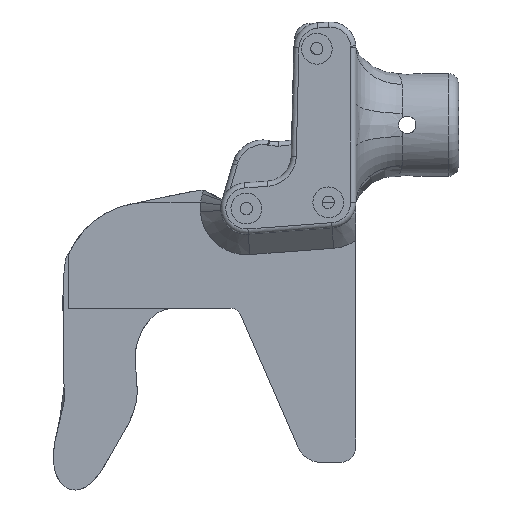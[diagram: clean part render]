
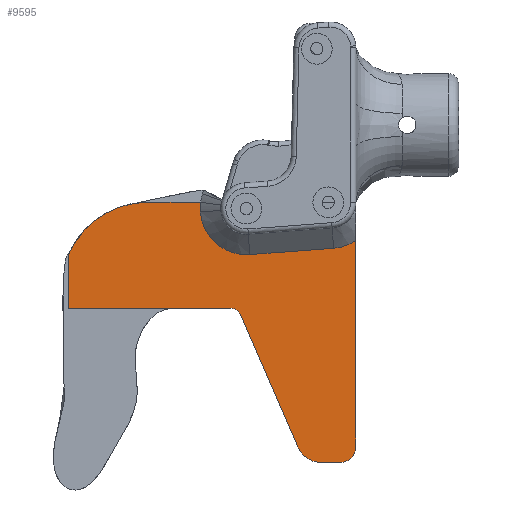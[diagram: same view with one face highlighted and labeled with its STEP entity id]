
A CAD part, left-side view. The second image highlights one B-rep face of the part: STEP entity #9595.
In plain terms, the highlighted planar face has unit normal (-1, 0, 0).
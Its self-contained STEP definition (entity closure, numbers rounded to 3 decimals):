
#1452=CARTESIAN_POINT('',(-11.108,523.795,285.929));
#1453=VERTEX_POINT('',#1452);
#1461=CARTESIAN_POINT('',(-11.108,508.157,296.263));
#1462=VERTEX_POINT('',#1461);
#1463=CARTESIAN_POINT('',(-11.108,508.157,279.263));
#1464=DIRECTION('',(-1.,0.,0.));
#1465=DIRECTION('',(0.,0.,1.));
#1466=AXIS2_PLACEMENT_3D('',#1463,#1464,#1465);
#1467=CIRCLE('',#1466,17.);
#1468=EDGE_CURVE('',#1462,#1453,#1467,.T.);
#1989=CARTESIAN_POINT('',(-11.108,467.795,288.78));
#1990=VERTEX_POINT('',#1989);
#2025=CARTESIAN_POINT('',(-11.108,472.122,287.288));
#2026=VERTEX_POINT('',#2025);
#2034=CARTESIAN_POINT('',(-11.108,472.795,296.263));
#2035=DIRECTION('',(1.,0.,0.));
#2036=DIRECTION('',(0.,0.,-1.));
#2037=AXIS2_PLACEMENT_3D('',#2034,#2035,#2036);
#2038=CIRCLE('',#2037,9.);
#2039=EDGE_CURVE('',#1990,#2026,#2038,.T.);
#3692=CARTESIAN_POINT('',(-11.108,467.795,248.596));
#3693=VERTEX_POINT('',#3692);
#3694=CARTESIAN_POINT('',(-11.108,467.795,288.78));
#3695=DIRECTION('',(0.,0.,-1.));
#3696=VECTOR('',#3695,40.184);
#3697=LINE('',#3694,#3696);
#3698=EDGE_CURVE('',#1990,#3693,#3697,.T.);
#9063=CARTESIAN_POINT('',(-11.108,470.795,245.596));
#9064=VERTEX_POINT('',#9063);
#9065=CARTESIAN_POINT('',(-11.108,470.795,248.596));
#9066=DIRECTION('',(-1.,-0.,-0.));
#9067=DIRECTION('',(0.,0.,-1.));
#9068=AXIS2_PLACEMENT_3D('',#9065,#9066,#9067);
#9069=CIRCLE('',#9068,3.);
#9070=EDGE_CURVE('',#9064,#3693,#9069,.T.);
#9088=CARTESIAN_POINT('',(-11.108,479.101,248.607));
#9089=VERTEX_POINT('',#9088);
#9090=CARTESIAN_POINT('',(-11.108,474.513,245.596));
#9091=VERTEX_POINT('',#9090);
#9092=CARTESIAN_POINT('',(-11.108,474.513,250.596));
#9093=DIRECTION('',(-1.,-0.,-0.));
#9094=DIRECTION('',(0.,0.,-1.));
#9095=AXIS2_PLACEMENT_3D('',#9092,#9093,#9094);
#9096=CIRCLE('',#9095,5.);
#9097=EDGE_CURVE('',#9089,#9091,#9096,.T.);
#9153=CARTESIAN_POINT('',(-11.108,490.273,274.391));
#9154=VERTEX_POINT('',#9153);
#9161=CARTESIAN_POINT('',(-11.108,492.108,275.596));
#9162=VERTEX_POINT('',#9161);
#9163=CARTESIAN_POINT('',(-11.108,492.108,273.596));
#9164=DIRECTION('',(1.,0.,0.));
#9165=DIRECTION('',(0.,0.,-1.));
#9166=AXIS2_PLACEMENT_3D('',#9163,#9164,#9165);
#9167=CIRCLE('',#9166,2.);
#9168=EDGE_CURVE('',#9162,#9154,#9167,.T.);
#9209=CARTESIAN_POINT('',(-11.108,523.795,275.596));
#9210=VERTEX_POINT('',#9209);
#9211=CARTESIAN_POINT('',(-11.107,523.795,275.596));
#9212=CARTESIAN_POINT('',(-11.107,523.795,285.929));
#9213=B_SPLINE_CURVE_WITH_KNOTS('',1,(#9211,#9212),.UNSPECIFIED.,.F.,.F.,(2,2),(0.,1.),.UNSPECIFIED.);
#9214=EDGE_CURVE('',#9210,#1453,#9213,.T.);
#9403=CARTESIAN_POINT('',(-11.108,505.6,275.596));
#9404=VERTEX_POINT('',#9403);
#9411=CARTESIAN_POINT('',(-11.107,523.795,275.596));
#9412=CARTESIAN_POINT('',(-11.107,505.6,275.596));
#9413=B_SPLINE_CURVE_WITH_KNOTS('',1,(#9411,#9412),.UNSPECIFIED.,.F.,.F.,(2,2),(0.,1.),.UNSPECIFIED.);
#9414=EDGE_CURVE('',#9210,#9404,#9413,.T.);
#9470=CARTESIAN_POINT('',(-11.108,490.273,274.391));
#9471=DIRECTION('',(0.,-0.398,-0.918));
#9472=VECTOR('',#9471,28.1);
#9473=LINE('',#9470,#9472);
#9474=EDGE_CURVE('',#9154,#9089,#9473,.T.);
#9487=CARTESIAN_POINT('',(-11.108,474.513,245.596));
#9488=DIRECTION('',(0.,-1.,-0.));
#9489=VECTOR('',#9488,3.717);
#9490=LINE('',#9487,#9489);
#9491=EDGE_CURVE('',#9091,#9064,#9490,.T.);
#9506=CARTESIAN_POINT('',(-11.108,505.6,275.596));
#9507=DIRECTION('',(0.,-1.,-0.));
#9508=VECTOR('',#9507,13.491);
#9509=LINE('',#9506,#9508);
#9510=EDGE_CURVE('',#9404,#9162,#9509,.T.);
#9520=CARTESIAN_POINT('',(-11.108,498.027,296.263));
#9521=VERTEX_POINT('',#9520);
#9548=CARTESIAN_POINT('',(-11.108,490.795,270.929));
#9549=DIRECTION('',(-1.,0.,0.));
#9550=DIRECTION('',(0.,-0.075,-0.997));
#9551=AXIS2_PLACEMENT_3D('',#9548,#9549,#9550);
#9552=PLANE('',#9551);
#9553=ORIENTED_EDGE('',*,*,#3698,.F.);
#9554=ORIENTED_EDGE('',*,*,#2039,.T.);
#9555=CARTESIAN_POINT('',(-11.108,488.437,286.064));
#9556=VERTEX_POINT('',#9555);
#9557=CARTESIAN_POINT('',(-11.108,472.122,287.288));
#9558=DIRECTION('',(-0.,0.997,-0.075));
#9559=VECTOR('',#9558,16.361);
#9560=LINE('',#9557,#9559);
#9561=EDGE_CURVE('',#2026,#9556,#9560,.T.);
#9562=ORIENTED_EDGE('',*,*,#9561,.T.);
#9563=CARTESIAN_POINT('',(-11.108,498.085,294.366));
#9564=VERTEX_POINT('',#9563);
#9565=CARTESIAN_POINT('',(-11.108,489.11,295.039));
#9566=DIRECTION('',(1.,0.,0.));
#9567=DIRECTION('',(0.,0.,-1.));
#9568=AXIS2_PLACEMENT_3D('',#9565,#9566,#9567);
#9569=CIRCLE('',#9568,9.);
#9570=EDGE_CURVE('',#9556,#9564,#9569,.T.);
#9571=ORIENTED_EDGE('',*,*,#9570,.T.);
#9572=CARTESIAN_POINT('',(-11.108,489.11,295.039));
#9573=DIRECTION('',(1.,0.,0.));
#9574=DIRECTION('',(0.,0.,-1.));
#9575=AXIS2_PLACEMENT_3D('',#9572,#9573,#9574);
#9576=CIRCLE('',#9575,9.);
#9577=EDGE_CURVE('',#9564,#9521,#9576,.T.);
#9578=ORIENTED_EDGE('',*,*,#9577,.T.);
#9579=CARTESIAN_POINT('',(-11.108,508.157,296.263));
#9580=CARTESIAN_POINT('',(-11.108,498.027,296.263));
#9581=B_SPLINE_CURVE_WITH_KNOTS('',1,(#9579,#9580),.UNSPECIFIED.,.F.,.F.,(2,2),(0.,10.13),.UNSPECIFIED.);
#9582=EDGE_CURVE('',#1462,#9521,#9581,.T.);
#9583=ORIENTED_EDGE('',*,*,#9582,.F.);
#9584=ORIENTED_EDGE('',*,*,#1468,.T.);
#9585=ORIENTED_EDGE('',*,*,#9214,.F.);
#9586=ORIENTED_EDGE('',*,*,#9414,.T.);
#9587=ORIENTED_EDGE('',*,*,#9510,.T.);
#9588=ORIENTED_EDGE('',*,*,#9168,.T.);
#9589=ORIENTED_EDGE('',*,*,#9474,.T.);
#9590=ORIENTED_EDGE('',*,*,#9097,.T.);
#9591=ORIENTED_EDGE('',*,*,#9491,.T.);
#9592=ORIENTED_EDGE('',*,*,#9070,.T.);
#9593=EDGE_LOOP('',(#9553,#9554,#9562,#9571,#9578,#9583,#9584,#9585,#9586,#9587,#9588,#9589,#9590,#9591,#9592));
#9594=FACE_BOUND('',#9593,.T.);
#9595=ADVANCED_FACE('',(#9594),#9552,.T.);
